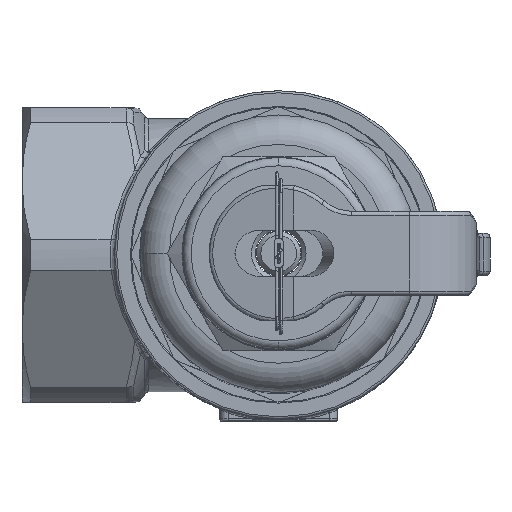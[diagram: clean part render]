
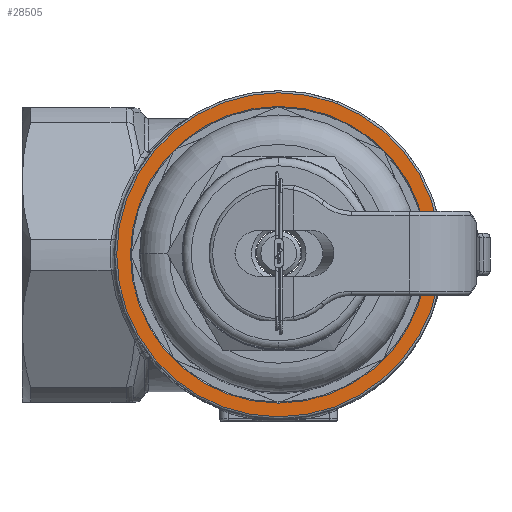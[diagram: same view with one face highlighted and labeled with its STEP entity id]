
A CAD part, top view. The second image highlights one B-rep face of the part: STEP entity #28505.
In plain terms, the highlighted planar face has unit normal (0, 0, 1).
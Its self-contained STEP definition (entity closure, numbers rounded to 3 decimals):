
#23043=CARTESIAN_POINT('',(0.,35.25,50.5));
#23044=VERTEX_POINT('',#23043);
#23051=CARTESIAN_POINT('',(-0.,-35.25,50.5));
#23052=VERTEX_POINT('',#23051);
#23053=CARTESIAN_POINT('',(-0.,0.,50.5));
#23054=DIRECTION('',(0.,-0.,-1.));
#23055=DIRECTION('',(-0.,-1.,0.));
#23056=AXIS2_PLACEMENT_3D('',#23053,#23054,#23055);
#23057=CIRCLE('',#23056,35.25);
#23058=EDGE_CURVE('NONE',#23052,#23044,#23057,.T.);
#28470=CARTESIAN_POINT('',(-0.,0.,50.5));
#28471=DIRECTION('',(0.,0.,1.));
#28472=DIRECTION('',(1.,-0.,-0.));
#28473=AXIS2_PLACEMENT_3D('',#28470,#28471,#28472);
#28474=PLANE('',#28473);
#28475=ORIENTED_EDGE('',*,*,#23058,.T.);
#28476=CARTESIAN_POINT('',(-0.,0.,50.5));
#28477=DIRECTION('',(0.,-0.,-1.));
#28478=DIRECTION('',(-0.,-1.,0.));
#28479=AXIS2_PLACEMENT_3D('',#28476,#28477,#28478);
#28480=CIRCLE('',#28479,35.25);
#28481=EDGE_CURVE('NONE',#23044,#23052,#28480,.T.);
#28482=ORIENTED_EDGE('',*,*,#28481,.T.);
#28483=EDGE_LOOP('',(#28475,#28482));
#28484=FACE_BOUND('',#28483,.T.);
#28485=CARTESIAN_POINT('',(-38.5,0.,50.5));
#28486=VERTEX_POINT('',#28485);
#28487=CARTESIAN_POINT('',(38.5,0.,50.5));
#28488=VERTEX_POINT('',#28487);
#28489=CARTESIAN_POINT('',(-0.,0.,50.5));
#28490=DIRECTION('',(-0.,0.,1.));
#28491=DIRECTION('',(1.,0.,0.));
#28492=AXIS2_PLACEMENT_3D('',#28489,#28490,#28491);
#28493=CIRCLE('',#28492,38.5);
#28494=EDGE_CURVE('NONE',#28486,#28488,#28493,.T.);
#28495=ORIENTED_EDGE('',*,*,#28494,.T.);
#28496=CARTESIAN_POINT('',(-0.,0.,50.5));
#28497=DIRECTION('',(-0.,0.,1.));
#28498=DIRECTION('',(1.,0.,0.));
#28499=AXIS2_PLACEMENT_3D('',#28496,#28497,#28498);
#28500=CIRCLE('',#28499,38.5);
#28501=EDGE_CURVE('NONE',#28488,#28486,#28500,.T.);
#28502=ORIENTED_EDGE('',*,*,#28501,.T.);
#28503=EDGE_LOOP('',(#28495,#28502));
#28504=FACE_BOUND('',#28503,.T.);
#28505=ADVANCED_FACE('NONE',(#28484,#28504),#28474,.T.);
